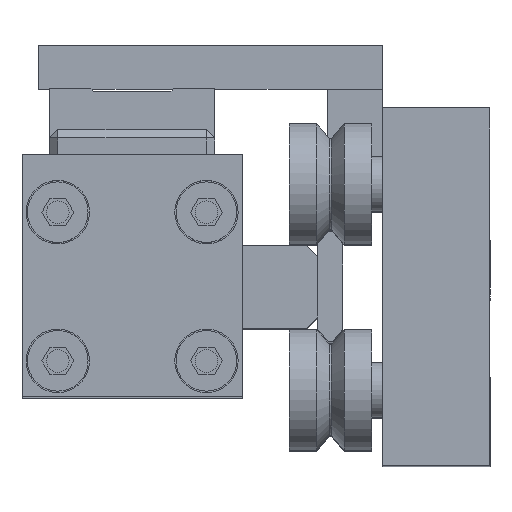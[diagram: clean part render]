
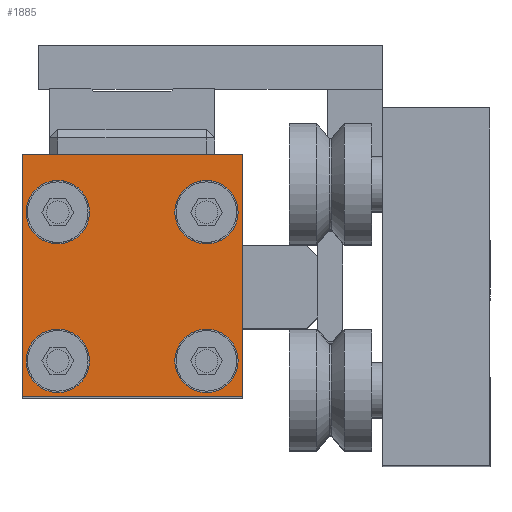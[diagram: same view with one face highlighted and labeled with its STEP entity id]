
A CAD part, top view. The second image highlights one B-rep face of the part: STEP entity #1885.
In plain terms, the highlighted planar face has unit normal (0, 0, 1).
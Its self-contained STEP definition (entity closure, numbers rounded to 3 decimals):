
#1008=CARTESIAN_POINT('',(-20.,-23.3,177.));
#1009=VERTEX_POINT('',#1008);
#1010=CARTESIAN_POINT('',(-20.0,20.7,177.));
#1011=VERTEX_POINT('',#1010);
#1012=CARTESIAN_POINT('',(-20.,-23.3,177.));
#1013=DIRECTION('',(0.0,1.0,0.0));
#1014=VECTOR('',#1013,44.0);
#1015=LINE('',#1012,#1014);
#1016=EDGE_CURVE('',#1009,#1011,#1015,.T.);
#1048=CARTESIAN_POINT('',(20.,-23.3,177.));
#1049=VERTEX_POINT('',#1048);
#1050=CARTESIAN_POINT('',(20.,-23.3,177.));
#1051=DIRECTION('',(-1.0,0.0,0.0));
#1052=VECTOR('',#1051,40.);
#1053=LINE('',#1050,#1052);
#1054=EDGE_CURVE('',#1049,#1009,#1053,.T.);
#1079=CARTESIAN_POINT('',(20.0,20.7,177.));
#1080=VERTEX_POINT('',#1079);
#1081=CARTESIAN_POINT('',(20.0,20.7,177.));
#1082=DIRECTION('',(0.0,-1.0,0.0));
#1083=VECTOR('',#1082,44.0);
#1084=LINE('',#1081,#1083);
#1085=EDGE_CURVE('',#1080,#1049,#1084,.T.);
#1197=CARTESIAN_POINT('',(-20.0,20.7,177.));
#1198=DIRECTION('',(1.0,0.0,0.0));
#1199=VECTOR('',#1198,40.0);
#1200=LINE('',#1197,#1199);
#1201=EDGE_CURVE('',#1011,#1080,#1200,.T.);
#1830=CARTESIAN_POINT('',(0.0,-1.3,177.));
#1831=DIRECTION('',(0.0,0.0,1.0));
#1832=DIRECTION('',(1.0,0.0,0.0));
#1833=AXIS2_PLACEMENT_3D('',#1830,#1831,#1832);
#1834=PLANE('',#1833);
#1835=ORIENTED_EDGE('',*,*,#1085,.F.);
#1836=ORIENTED_EDGE('',*,*,#1201,.F.);
#1837=ORIENTED_EDGE('',*,*,#1016,.F.);
#1838=ORIENTED_EDGE('',*,*,#1054,.F.);
#1839=EDGE_LOOP('',(#1835,#1836,#1837,#1838));
#1840=FACE_OUTER_BOUND('',#1839,.T.);
#1841=CARTESIAN_POINT('',(19.25,10.2,177.));
#1842=VERTEX_POINT('',#1841);
#1843=CARTESIAN_POINT('',(13.5,10.2,177.));
#1844=DIRECTION('',(0.0,0.0,-1.0));
#1845=DIRECTION('',(-1.0,0.0,0.0));
#1846=AXIS2_PLACEMENT_3D('',#1843,#1844,#1845);
#1847=CIRCLE('',#1846,5.75);
#1848=EDGE_CURVE('',#1842,#1842,#1847,.T.);
#1849=ORIENTED_EDGE('',*,*,#1848,.T.);
#1850=EDGE_LOOP('',(#1849));
#1851=FACE_BOUND('',#1850,.T.);
#1852=CARTESIAN_POINT('',(-7.75,10.2,177.));
#1853=VERTEX_POINT('',#1852);
#1854=CARTESIAN_POINT('',(-13.5,10.2,177.));
#1855=DIRECTION('',(0.0,0.0,-1.0));
#1856=DIRECTION('',(-1.0,0.0,0.0));
#1857=AXIS2_PLACEMENT_3D('',#1854,#1855,#1856);
#1858=CIRCLE('',#1857,5.75);
#1859=EDGE_CURVE('',#1853,#1853,#1858,.T.);
#1860=ORIENTED_EDGE('',*,*,#1859,.T.);
#1861=EDGE_LOOP('',(#1860));
#1862=FACE_BOUND('',#1861,.T.);
#1863=CARTESIAN_POINT('',(19.25,-16.8,177.));
#1864=VERTEX_POINT('',#1863);
#1865=CARTESIAN_POINT('',(13.5,-16.8,177.));
#1866=DIRECTION('',(0.0,0.0,-1.0));
#1867=DIRECTION('',(-1.0,0.0,0.0));
#1868=AXIS2_PLACEMENT_3D('',#1865,#1866,#1867);
#1869=CIRCLE('',#1868,5.75);
#1870=EDGE_CURVE('',#1864,#1864,#1869,.T.);
#1871=ORIENTED_EDGE('',*,*,#1870,.T.);
#1872=EDGE_LOOP('',(#1871));
#1873=FACE_BOUND('',#1872,.T.);
#1874=CARTESIAN_POINT('',(-7.75,-16.8,177.));
#1875=VERTEX_POINT('',#1874);
#1876=CARTESIAN_POINT('',(-13.5,-16.8,177.));
#1877=DIRECTION('',(0.0,0.0,-1.0));
#1878=DIRECTION('',(-1.0,0.0,0.0));
#1879=AXIS2_PLACEMENT_3D('',#1876,#1877,#1878);
#1880=CIRCLE('',#1879,5.75);
#1881=EDGE_CURVE('',#1875,#1875,#1880,.T.);
#1882=ORIENTED_EDGE('',*,*,#1881,.T.);
#1883=EDGE_LOOP('',(#1882));
#1884=FACE_BOUND('',#1883,.T.);
#1885=ADVANCED_FACE('',(#1840,#1851,#1862,#1873,#1884),#1834,.T.);
